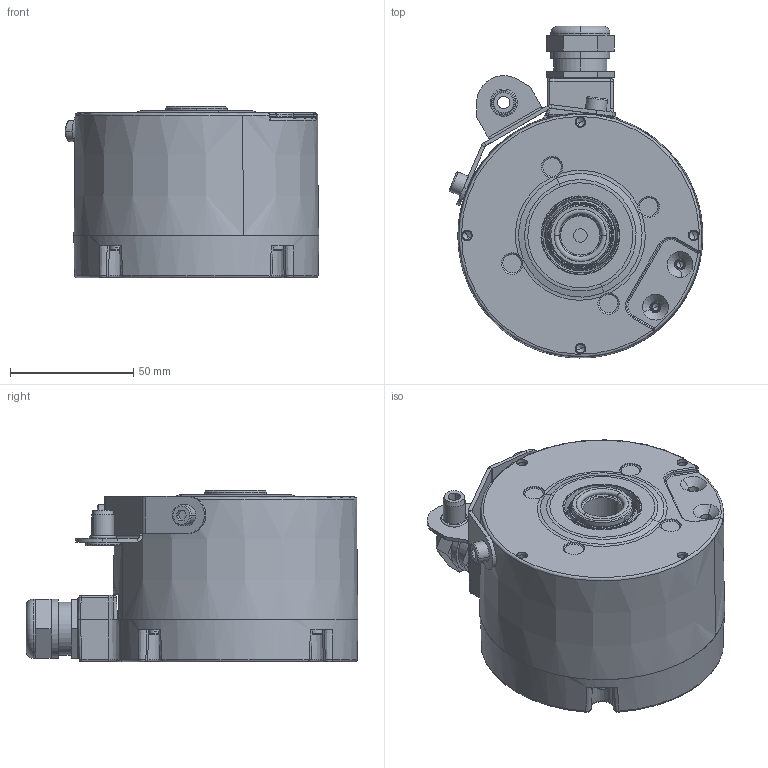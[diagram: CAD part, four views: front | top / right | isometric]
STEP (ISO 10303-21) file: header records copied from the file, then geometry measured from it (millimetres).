
FILE_DESCRIPTION((''),'2;1');
FILE_NAME('806761-K01_SW0002','2013-04-29T',('se2546'),(''),'PRO/ENGINEER BY PARAMETRIC TECHNOLOGY CORPORATION, 2011410','PRO/ENGINEER BY PARAMETRIC TECHNOLOGY CORPORATION, 2011410','');
FILE_SCHEMA(('CONFIG_CONTROL_DESIGN','SHAPE_APPEARANCE_LAYERS_GROUPS'));
Products named in the file (1): 806761-K01_SW0002
Bounding box: 103.03 x 134.84 x 69.8 mm (x, y, z)
Volume: 240209 mm3; surface area: 98779.3 mm2
Topology: 2 solids, 3 shells, 919 faces, 2095 edges, 1229 vertices
Faces by surface type: cylinder 229, plane 217, cone 210, torus 129, bspline 104, sphere 30
Entity records: 44658 total; most frequent: CARTESIAN_POINT 19978, DIRECTION 4416, ORIENTED_EDGE 4138, EDGE_CURVE 2069, AXIS2_PLACEMENT_3D 1862, VERTEX_POINT 1229, CIRCLE 1047, EDGE_LOOP 1000
